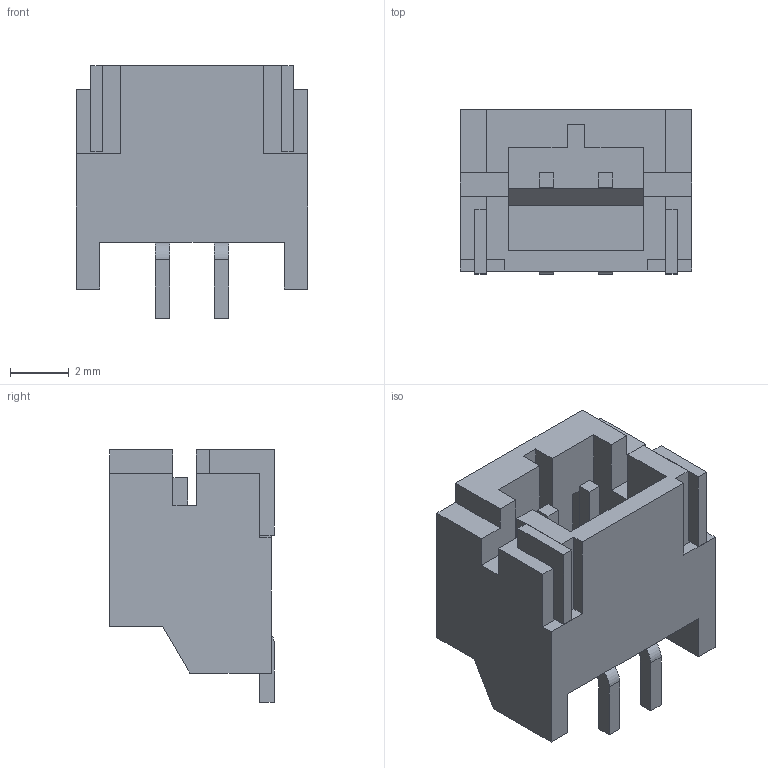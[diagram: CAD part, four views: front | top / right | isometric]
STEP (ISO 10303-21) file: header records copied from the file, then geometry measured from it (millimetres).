
FILE_DESCRIPTION(/* description */ (''),/* implementation_level */ '2;1');
FILE_NAME(/* name */ 'JST S2B-PH-SM4-TB.step',/* time_stamp */ '2020-01-15T02:46:38+00:00',/* author */ (''),/* organization */ (''),/* preprocessor_version */ 'ST-DEVELOPER v18',/* originating_system */ 'Autodesk Translation Framework v8.12.0.6',/* authorisation */ '');
FILE_SCHEMA (('AUTOMOTIVE_DESIGN { 1 0 10303 214 3 1 1 }'));
Length unit declared in the file: millimetre
Products named in the file (1): JST S2B-PH-SM4-TB
Bounding box: 7.9 x 5.6 x 8.61 mm (x, y, z)
Volume: 174.8 mm3; surface area: 404.2 mm2
Topology: 1 solids, 1 shells, 90 faces, 260 edges, 172 vertices
Faces by surface type: plane 84, cylinder 6
Entity records: 3047 total; most frequent: CARTESIAN_POINT 523, ORIENTED_EDGE 520, DIRECTION 454, EDGE_CURVE 260, LINE 248, VECTOR 248, VERTEX_POINT 172, AXIS2_PLACEMENT_3D 103
